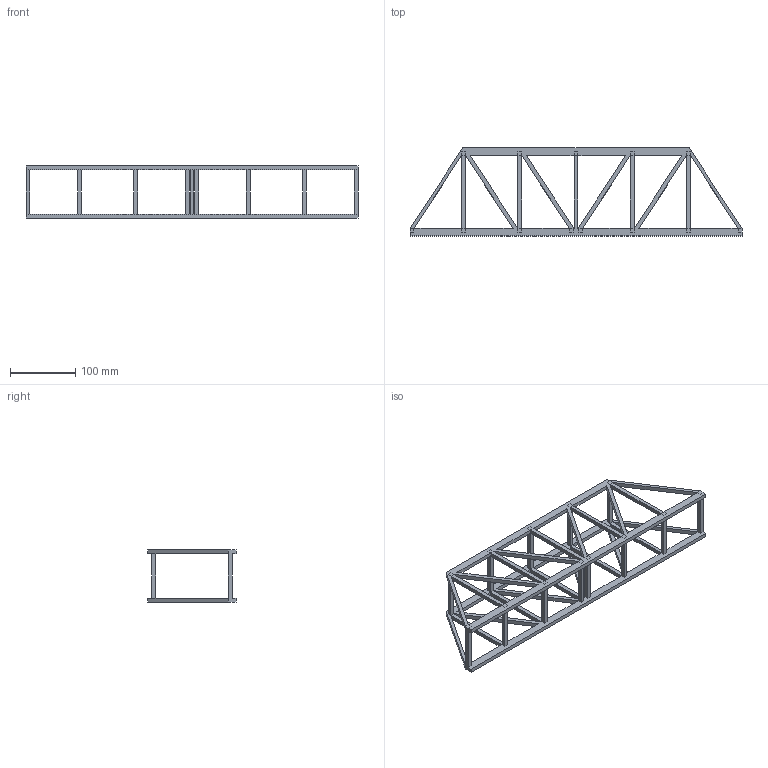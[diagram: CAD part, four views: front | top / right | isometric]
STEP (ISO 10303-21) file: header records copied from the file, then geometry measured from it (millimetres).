
FILE_DESCRIPTION(('STEP AP214'),'1');
FILE_NAME('truss_2.stp','2025-02-27T17:07:03',(' '),(' '),'Spatial InterOp 3D',' ',' ');
FILE_SCHEMA(('AUTOMOTIVE_DESIGN { 1 0 10303 214 1 1 1 1 }'));
Length unit declared in the file: millimetre
Products named in the file (1): 1
Bounding box: 510 x 135.24 x 80 mm (x, y, z)
Volume: 250894.5 mm3; surface area: 145542.5 mm2
Topology: 1 solids, 1 shells, 166 faces, 472 edges, 256 vertices
Faces by surface type: plane 166
Entity records: 5191 total; most frequent: ORIENTED_EDGE 944, CARTESIAN_POINT 895, DIRECTION 806, EDGE_CURVE 472, LINE 472, VECTOR 472, VERTEX_POINT 256, EDGE_LOOP 178
